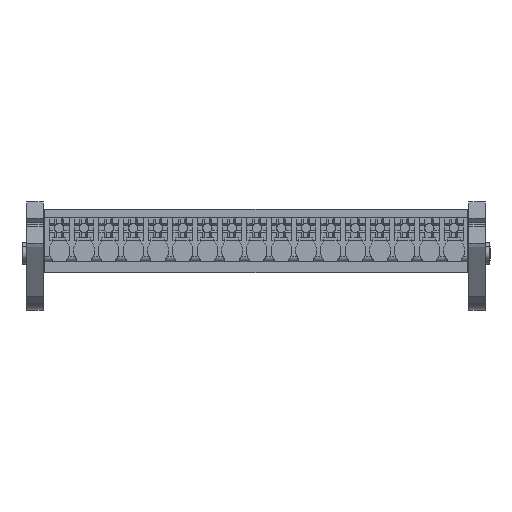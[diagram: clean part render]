
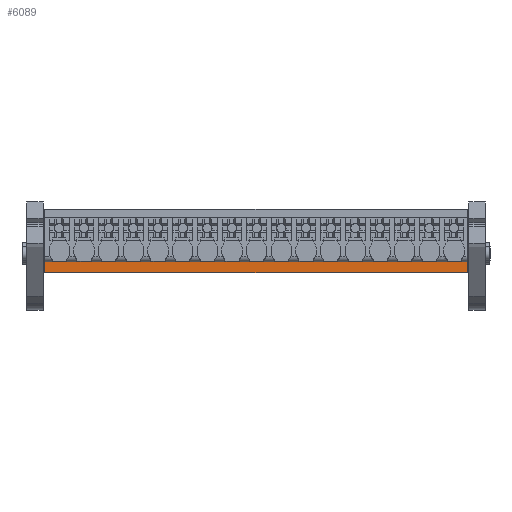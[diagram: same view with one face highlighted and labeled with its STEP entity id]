
A CAD part, top view. The second image highlights one B-rep face of the part: STEP entity #6089.
In plain terms, the highlighted planar face has unit normal (0, 0, 1).
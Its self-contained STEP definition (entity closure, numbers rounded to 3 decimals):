
#6069=AXIS2_PLACEMENT_3D('Plane Axis2P3D',#6066,#6067,#6068) ;
#105=CARTESIAN_POINT('Vertex',(3.25,5.297,20.4)) ;
#108=CARTESIAN_POINT('Line Origine',(3.25,6.06,20.4)) ;
#112=CARTESIAN_POINT('Vertex',(3.25,6.822,20.4)) ;
#5388=CARTESIAN_POINT('Vertex',(63.15,5.297,20.4)) ;
#5391=CARTESIAN_POINT('Line Origine',(33.2,5.297,20.4)) ;
#6066=CARTESIAN_POINT('Axis2P3D Location',(48.93,6.822,20.4)) ;
#6071=CARTESIAN_POINT('Line Origine',(63.15,6.059,20.4)) ;
#6075=CARTESIAN_POINT('Vertex',(63.15,6.822,20.4)) ;
#6078=CARTESIAN_POINT('Line Origine',(33.2,6.822,20.4)) ;
#109=DIRECTION('Vector Direction',(0.,1.,0.)) ;
#5392=DIRECTION('Vector Direction',(1.,0.,0.)) ;
#6067=DIRECTION('Axis2P3D Direction',(-0.,0.,1.)) ;
#6068=DIRECTION('Axis2P3D XDirection',(0.,-1.,0.)) ;
#6072=DIRECTION('Vector Direction',(0.,-1.,0.)) ;
#6079=DIRECTION('Vector Direction',(-1.,0.,0.)) ;
#110=VECTOR('Line Direction',#109,1.) ;
#5393=VECTOR('Line Direction',#5392,1.) ;
#6073=VECTOR('Line Direction',#6072,1.) ;
#6080=VECTOR('Line Direction',#6079,1.) ;
#6084=ORIENTED_EDGE('',*,*,#5395,.T.) ;
#6085=ORIENTED_EDGE('',*,*,#6077,.F.) ;
#6086=ORIENTED_EDGE('',*,*,#6082,.T.) ;
#6087=ORIENTED_EDGE('',*,*,#114,.T.) ;
#6089=ADVANCED_FACE('HOUSING',(#6088),#6070,.T.) ;
#114=EDGE_CURVE('',#113,#106,#111,.F.) ;
#5395=EDGE_CURVE('',#106,#5389,#5394,.T.) ;
#6077=EDGE_CURVE('',#6076,#5389,#6074,.T.) ;
#6082=EDGE_CURVE('',#6076,#113,#6081,.T.) ;
#6083=EDGE_LOOP('',(#6084,#6085,#6086,#6087)) ;
#6088=FACE_OUTER_BOUND('',#6083,.T.) ;
#111=LINE('Line',#108,#110) ;
#5394=LINE('Line',#5391,#5393) ;
#6074=LINE('Line',#6071,#6073) ;
#6081=LINE('Line',#6078,#6080) ;
#6070=PLANE('',#6069) ;
#106=VERTEX_POINT('',#105) ;
#113=VERTEX_POINT('',#112) ;
#5389=VERTEX_POINT('',#5388) ;
#6076=VERTEX_POINT('',#6075) ;
